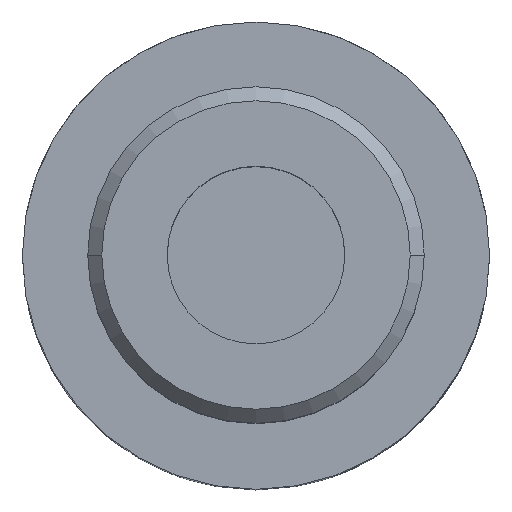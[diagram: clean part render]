
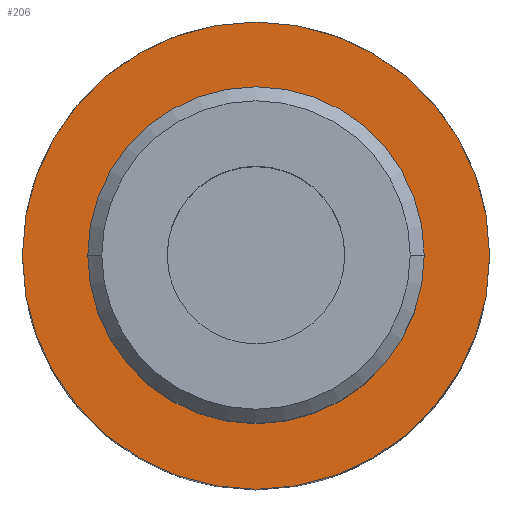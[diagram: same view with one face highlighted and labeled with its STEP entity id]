
A CAD part, top view. The second image highlights one B-rep face of the part: STEP entity #206.
In plain terms, the highlighted planar face has unit normal (0, 0, 1).
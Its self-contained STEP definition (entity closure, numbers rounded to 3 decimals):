
#206 = ADVANCED_FACE ( 'NONE', ( #4530, #3872 ), #2054, .T. ) ;
#292 = DIRECTION ( 'NONE',  ( 0., 0., -1. ) ) ;
#359 = DIRECTION ( 'NONE',  ( -1., 0., 0. ) ) ;
#463 = VERTEX_POINT ( 'NONE', #2195 ) ;
#693 = CARTESIAN_POINT ( 'NONE',  ( -16.5, 0., 40. ) ) ;
#878 = AXIS2_PLACEMENT_3D ( 'NONE', #2304, #3433, #4170 ) ;
#1003 = DIRECTION ( 'NONE',  ( -1., 0., 0. ) ) ;
#1282 = AXIS2_PLACEMENT_3D ( 'NONE', #2876, #3929, #2859 ) ;
#1414 = CIRCLE ( 'NONE', #1282, 25. ) ;
#1715 = DIRECTION ( 'NONE',  ( 1., 0., 0. ) ) ;
#1795 = EDGE_LOOP ( 'NONE', ( #2613, #3974 ) ) ;
#1875 = EDGE_CURVE ( 'NONE', #4078, #1933, #4792, .T. ) ;
#1933 = VERTEX_POINT ( 'NONE', #4745 ) ;
#2054 = PLANE ( 'NONE',  #3930 ) ;
#2083 = CARTESIAN_POINT ( 'NONE',  ( 0., 25., 40. ) ) ;
#2091 = CARTESIAN_POINT ( 'NONE',  ( 0., 0., 40. ) ) ;
#2195 = CARTESIAN_POINT ( 'NONE',  ( 16.5, 0., 40. ) ) ;
#2304 = CARTESIAN_POINT ( 'NONE',  ( 0., 0., 40. ) ) ;
#2431 = EDGE_CURVE ( 'NONE', #2971, #463, #4480, .T. ) ;
#2532 = AXIS2_PLACEMENT_3D ( 'NONE', #2091, #292, #1003 ) ;
#2613 = ORIENTED_EDGE ( 'NONE', *, *, #1875, .F. ) ;
#2754 = EDGE_CURVE ( 'NONE', #1933, #4078, #1414, .T. ) ;
#2763 = CIRCLE ( 'NONE', #3359, 16.5 ) ;
#2827 = DIRECTION ( 'NONE',  ( 0., 0., 1. ) ) ;
#2859 = DIRECTION ( 'NONE',  ( -1., 0., 0. ) ) ;
#2876 = CARTESIAN_POINT ( 'NONE',  ( 0., 0., 40. ) ) ;
#2920 = CARTESIAN_POINT ( 'NONE',  ( 0., 0., 40. ) ) ;
#2971 = VERTEX_POINT ( 'NONE', #693 ) ;
#3359 = AXIS2_PLACEMENT_3D ( 'NONE', #2920, #3677, #359 ) ;
#3433 = DIRECTION ( 'NONE',  ( 0., 0., -1. ) ) ;
#3677 = DIRECTION ( 'NONE',  ( 0., 0., -1. ) ) ;
#3849 = CARTESIAN_POINT ( 'NONE',  ( 25., 0., 40. ) ) ;
#3872 = FACE_OUTER_BOUND ( 'NONE', #1795, .T. ) ;
#3929 = DIRECTION ( 'NONE',  ( 0., 0., -1. ) ) ;
#3930 = AXIS2_PLACEMENT_3D ( 'NONE', #2083, #2827, #1715 ) ;
#3974 = ORIENTED_EDGE ( 'NONE', *, *, #2754, .F. ) ;
#4078 = VERTEX_POINT ( 'NONE', #3849 ) ;
#4170 = DIRECTION ( 'NONE',  ( -1., 0., 0. ) ) ;
#4435 = EDGE_LOOP ( 'NONE', ( #4722, #4838 ) ) ;
#4480 = CIRCLE ( 'NONE', #878, 16.5 ) ;
#4530 = FACE_BOUND ( 'NONE', #4435, .T. ) ;
#4647 = EDGE_CURVE ( 'NONE', #463, #2971, #2763, .T. ) ;
#4722 = ORIENTED_EDGE ( 'NONE', *, *, #2431, .T. ) ;
#4745 = CARTESIAN_POINT ( 'NONE',  ( -25., 0., 40. ) ) ;
#4792 = CIRCLE ( 'NONE', #2532, 25. ) ;
#4838 = ORIENTED_EDGE ( 'NONE', *, *, #4647, .T. ) ;
